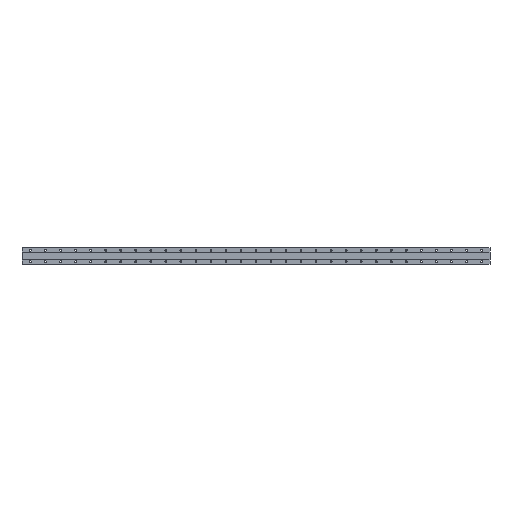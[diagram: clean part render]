
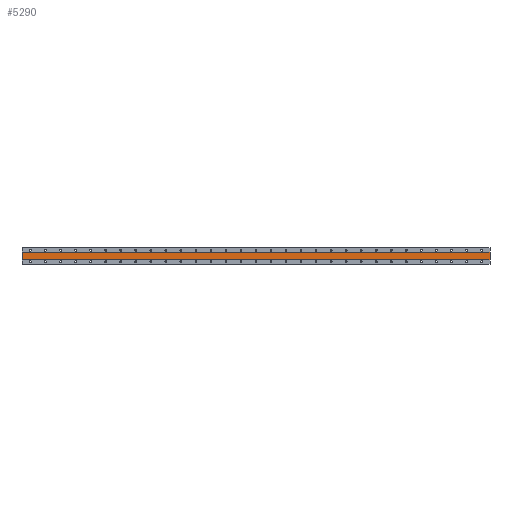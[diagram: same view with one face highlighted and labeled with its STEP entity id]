
A CAD part, front view. The second image highlights one B-rep face of the part: STEP entity #5290.
In plain terms, the highlighted planar face has unit normal (0, -1, 0).
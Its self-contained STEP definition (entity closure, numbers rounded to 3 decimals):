
#494 = CARTESIAN_POINT ( 'NONE',  ( 2445., 1., -20. ) ) ;
#791 = CARTESIAN_POINT ( 'NONE',  ( -45., 1., 20. ) ) ;
#1101 = VECTOR ( 'NONE', #5803, 1000. ) ;
#1356 = FACE_OUTER_BOUND ( 'NONE', #2121, .T. ) ;
#1579 = EDGE_CURVE ( 'NONE', #4702, #10499, #8348, .T. ) ;
#2121 = EDGE_LOOP ( 'NONE', ( #4439, #9805, #8017, #5620 ) ) ;
#2590 = LINE ( 'NONE', #5860, #1101 ) ;
#3470 = CARTESIAN_POINT ( 'NONE',  ( 2445., 1., 20. ) ) ;
#3576 = CARTESIAN_POINT ( 'NONE',  ( 2445., 1., -20. ) ) ;
#3817 = PLANE ( 'NONE',  #7778 ) ;
#3936 = VECTOR ( 'NONE', #7060, 1000. ) ;
#4154 = CARTESIAN_POINT ( 'NONE',  ( -45., 1., -20. ) ) ;
#4439 = ORIENTED_EDGE ( 'NONE', *, *, #9668, .F. ) ;
#4677 = EDGE_CURVE ( 'NONE', #4714, #4702, #2590, .T. ) ;
#4702 = VERTEX_POINT ( 'NONE', #3470 ) ;
#4714 = VERTEX_POINT ( 'NONE', #791 ) ;
#5290 = ADVANCED_FACE ( 'NONE', ( #1356 ), #3817, .F. ) ;
#5620 = ORIENTED_EDGE ( 'NONE', *, *, #10302, .T. ) ;
#5803 = DIRECTION ( 'NONE',  ( 1., 0., 0. ) ) ;
#5860 = CARTESIAN_POINT ( 'NONE',  ( 2445., 1., 20. ) ) ;
#6239 = VECTOR ( 'NONE', #7352, 1000. ) ;
#6716 = VECTOR ( 'NONE', #10657, 1000. ) ;
#7007 = CARTESIAN_POINT ( 'NONE',  ( 2445., 1., 20. ) ) ;
#7060 = DIRECTION ( 'NONE',  ( -1., 0., 0. ) ) ;
#7301 = CARTESIAN_POINT ( 'NONE',  ( -45., 1., 44.91 ) ) ;
#7352 = DIRECTION ( 'NONE',  ( 0., 0., -1. ) ) ;
#7778 = AXIS2_PLACEMENT_3D ( 'NONE', #7007, #10399, #7917 ) ;
#7855 = VERTEX_POINT ( 'NONE', #4154 ) ;
#7860 = LINE ( 'NONE', #494, #3936 ) ;
#7917 = DIRECTION ( 'NONE',  ( 0., 0., 1. ) ) ;
#8017 = ORIENTED_EDGE ( 'NONE', *, *, #4677, .F. ) ;
#8348 = LINE ( 'NONE', #10711, #6716 ) ;
#9668 = EDGE_CURVE ( 'NONE', #10499, #7855, #7860, .T. ) ;
#9805 = ORIENTED_EDGE ( 'NONE', *, *, #1579, .F. ) ;
#9817 = LINE ( 'NONE', #7301, #6239 ) ;
#10302 = EDGE_CURVE ( 'NONE', #4714, #7855, #9817, .T. ) ;
#10399 = DIRECTION ( 'NONE',  ( 0., 1., 0. ) ) ;
#10499 = VERTEX_POINT ( 'NONE', #3576 ) ;
#10657 = DIRECTION ( 'NONE',  ( 0., 0., -1. ) ) ;
#10711 = CARTESIAN_POINT ( 'NONE',  ( 2445., 1., 44.91 ) ) ;
